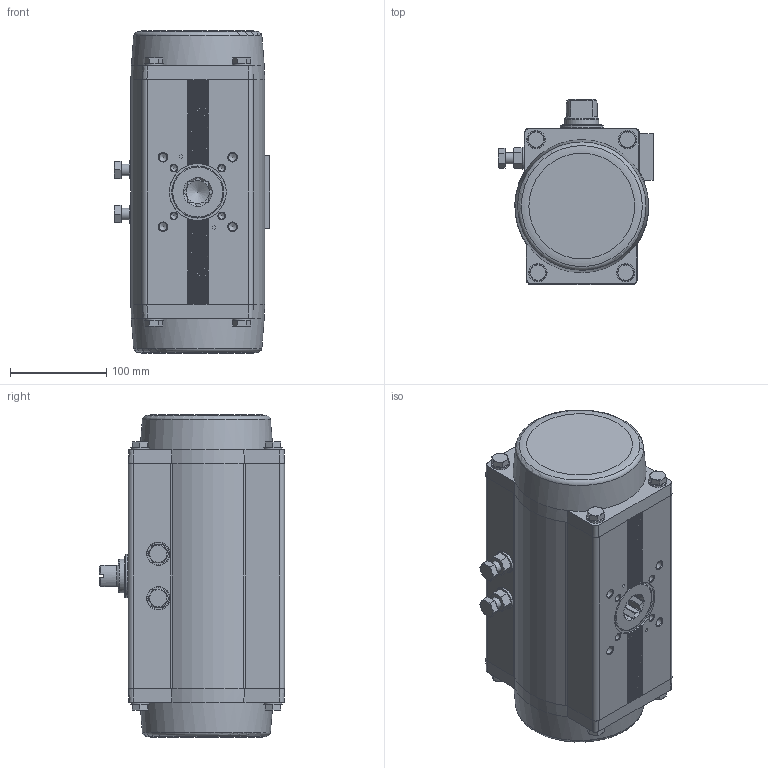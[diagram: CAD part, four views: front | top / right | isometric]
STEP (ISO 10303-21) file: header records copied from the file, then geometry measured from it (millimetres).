
FILE_DESCRIPTION(/* description */ ('STEP AP214'),/* implementation_level */ '2;1');
FILE_NAME(/* name */ '8048150_DFPD-300-RP-90-RS60-F0710-R3-EP',/* time_stamp */ '2024-08-15T17:57:25+02:00',/* author */ ('License CC BY-ND 4.0'),/* organization */ ('CADENAS'),/* preprocessor_version */ 'ST-DEVELOPER v19.3',/* originating_system */ 'PARTsolutions',/* authorisation */ ' ');
FILE_SCHEMA (('AUTOMOTIVE_DESIGN {1 0 10303 214 3 1 1}'));
Length unit declared in the file: millimetre
Products named in the file (6): 8048150 DFPD-300-RP-90-RS60-F0710-R3-EP---(0); 8042191 DFPD-300-90-RS-F07-------(housing); 8042191 DFPD-300(F07_0)---(shaft); 4134333 SCHEIBE 12.3X23X2.5-1.4301; 4167777 DFPD-300; DIN 934 - M12(F)
Assembly tree (8 placements, depth 2):
  8048150 DFPD-300-RP-90-RS60-F0710-R3-EP---(0)
    8042191 DFPD-300-90-RS-F07-------(housing)
    8042191 DFPD-300(F07_0)---(shaft)
    4134333 SCHEIBE 12.3X23X2.5-1.4301  x2
    4167777 DFPD-300  x2
    DIN 934 - M12(F)  x2
Bounding box: 161 x 192 x 334.4 mm (x, y, z)
Volume: 6350658 mm3; surface area: 305515.3 mm2
Topology: 8 solids, 8 shells, 644 faces, 1502 edges, 930 vertices
Faces by surface type: plane 334, cone 146, cylinder 136, torus 26, sphere 2
Full cylindrical faces by diameter (mm): 2 x2, 4.134 x8, 4.917 x1, 6.647 x4, 8.376 x4, 8.5 x2, 10 x2, 10.106 x4, 11.445 x2, 12 x2, 12.3 x2, 12.4 x1, 18 x2, 18.4 x2, 19 x8, 23 x2, 24 x2, 30.8 x1, 35 x3, 39.9 x1, 42.1 x2, 45 x2, 48 x1, 53.5 x2, 54 x2, 59 x1
Entity records: 16617 total; most frequent: CARTESIAN_POINT 3436, DIRECTION 2703, ORIENTED_EDGE 2484, EDGE_CURVE 1242, AXIS2_PLACEMENT_3D 1070, VERTEX_POINT 857, FACE_BOUND 823, EDGE_LOOP 809
